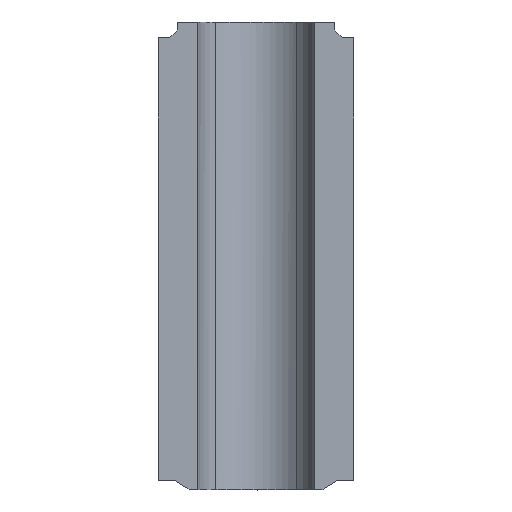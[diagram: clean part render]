
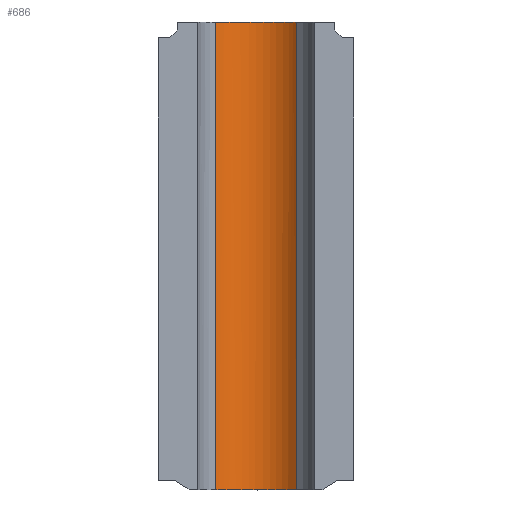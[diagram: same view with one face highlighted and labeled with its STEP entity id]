
A CAD part, top view. The second image highlights one B-rep face of the part: STEP entity #686.
In plain terms, the highlighted free-form (B-spline) face has degree [3, 1] with [16, 2] control points.
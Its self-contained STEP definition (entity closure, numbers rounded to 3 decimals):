
#19=B_SPLINE_SURFACE_WITH_KNOTS('',3,1,((#1374,#1375),(#1376,#1377),(#1378,
#1379),(#1380,#1381),(#1382,#1383),(#1384,#1385),(#1386,#1387),(#1388,#1389),
(#1390,#1391),(#1392,#1393),(#1394,#1395),(#1396,#1397),(#1398,#1399),(#1400,
#1401),(#1402,#1403),(#1404,#1405)),.UNSPECIFIED.,.F.,.F.,.F.,(4,3,3,3,
3,4),(2,2),(3.086,3.213,3.274,3.463,
3.651,3.819),(-0.069,3.521),
 .UNSPECIFIED.);
#37=B_SPLINE_CURVE_WITH_KNOTS('',3,(#1155,#1156,#1157,#1158,#1159,#1160,
#1161,#1162,#1163,#1164,#1165,#1166,#1167,#1168,#1169,#1170),
 .UNSPECIFIED.,.F.,.F.,(4,3,3,3,3,4),(3.086,3.213,
3.274,3.463,3.651,3.819),
 .UNSPECIFIED.);
#48=B_SPLINE_CURVE_WITH_KNOTS('',3,(#1329,#1330,#1331,#1332,#1333,#1334,
#1335,#1336,#1337,#1338,#1339,#1340,#1341,#1342,#1343,#1344),
 .UNSPECIFIED.,.F.,.F.,(4,3,3,3,3,4),(-0.996,-0.768,
-0.512,-0.256,-0.172,0.),
 .UNSPECIFIED.);
#98=FACE_OUTER_BOUND('',#136,.T.);
#136=EDGE_LOOP('',(#578,#579,#580,#581));
#194=LINE('',#1373,#249);
#195=LINE('',#1406,#250);
#249=VECTOR('',#886,10.);
#250=VECTOR('',#887,10.);
#305=VERTEX_POINT('',#1152);
#306=VERTEX_POINT('',#1154);
#331=VERTEX_POINT('',#1326);
#332=VERTEX_POINT('',#1328);
#381=EDGE_CURVE('',#305,#306,#37,.T.);
#416=EDGE_CURVE('',#331,#332,#48,.T.);
#426=EDGE_CURVE('',#306,#331,#194,.T.);
#427=EDGE_CURVE('',#305,#332,#195,.T.);
#578=ORIENTED_EDGE('',*,*,#426,.F.);
#579=ORIENTED_EDGE('',*,*,#381,.F.);
#580=ORIENTED_EDGE('',*,*,#427,.T.);
#581=ORIENTED_EDGE('',*,*,#416,.F.);
#686=ADVANCED_FACE('',(#98),#19,.T.);
#886=DIRECTION('',(0.,-1.,0.));
#887=DIRECTION('',(0.,-1.,0.));
#1152=CARTESIAN_POINT('',(-3.075,66.583,-22.243));
#1154=CARTESIAN_POINT('',(3.074,66.583,-22.243));
#1155=CARTESIAN_POINT('Ctrl Pts',(-3.075,66.583,-22.243));
#1156=CARTESIAN_POINT('Ctrl Pts',(-2.801,66.583,-22.497));
#1157=CARTESIAN_POINT('Ctrl Pts',(-2.481,66.583,-22.727));
#1158=CARTESIAN_POINT('Ctrl Pts',(-2.132,66.583,-22.914));
#1159=CARTESIAN_POINT('Ctrl Pts',(-1.962,66.583,-23.005));
#1160=CARTESIAN_POINT('Ctrl Pts',(-1.787,66.583,-23.086));
#1161=CARTESIAN_POINT('Ctrl Pts',(-1.608,66.583,-23.154));
#1162=CARTESIAN_POINT('Ctrl Pts',(-1.061,66.583,-23.362));
#1163=CARTESIAN_POINT('Ctrl Pts',(-0.457,66.583,-23.46));
#1164=CARTESIAN_POINT('Ctrl Pts',(0.093,66.583,-23.449));
#1165=CARTESIAN_POINT('Ctrl Pts',(0.643,66.583,-23.437));
#1166=CARTESIAN_POINT('Ctrl Pts',(1.242,66.583,-23.315));
#1167=CARTESIAN_POINT('Ctrl Pts',(1.781,66.583,-23.084));
#1168=CARTESIAN_POINT('Ctrl Pts',(2.26,66.583,-22.878));
#1169=CARTESIAN_POINT('Ctrl Pts',(2.71,66.583,-22.581));
#1170=CARTESIAN_POINT('Ctrl Pts',(3.074,66.583,-22.243));
#1326=CARTESIAN_POINT('',(3.074,31.125,-22.243));
#1328=CARTESIAN_POINT('',(-3.075,31.125,-22.243));
#1329=CARTESIAN_POINT('Ctrl Pts',(3.074,31.125,-22.243));
#1330=CARTESIAN_POINT('Ctrl Pts',(2.71,31.125,-22.581));
#1331=CARTESIAN_POINT('Ctrl Pts',(2.26,31.125,-22.878));
#1332=CARTESIAN_POINT('Ctrl Pts',(1.781,31.125,-23.084));
#1333=CARTESIAN_POINT('Ctrl Pts',(1.242,31.125,-23.315));
#1334=CARTESIAN_POINT('Ctrl Pts',(0.643,31.125,-23.437));
#1335=CARTESIAN_POINT('Ctrl Pts',(0.093,31.125,-23.449));
#1336=CARTESIAN_POINT('Ctrl Pts',(-0.457,31.125,-23.46));
#1337=CARTESIAN_POINT('Ctrl Pts',(-1.061,31.125,-23.362));
#1338=CARTESIAN_POINT('Ctrl Pts',(-1.608,31.125,-23.154));
#1339=CARTESIAN_POINT('Ctrl Pts',(-1.787,31.125,-23.086));
#1340=CARTESIAN_POINT('Ctrl Pts',(-1.962,31.125,-23.005));
#1341=CARTESIAN_POINT('Ctrl Pts',(-2.132,31.125,-22.914));
#1342=CARTESIAN_POINT('Ctrl Pts',(-2.481,31.125,-22.727));
#1343=CARTESIAN_POINT('Ctrl Pts',(-2.801,31.125,-22.497));
#1344=CARTESIAN_POINT('Ctrl Pts',(-3.075,31.125,-22.243));
#1373=CARTESIAN_POINT('',(3.074,31.369,-22.243));
#1374=CARTESIAN_POINT('Ctrl Pts',(-3.075,30.675,-22.243));
#1375=CARTESIAN_POINT('Ctrl Pts',(-3.075,66.583,-22.243));
#1376=CARTESIAN_POINT('Ctrl Pts',(-2.801,30.675,-22.497));
#1377=CARTESIAN_POINT('Ctrl Pts',(-2.801,66.583,-22.497));
#1378=CARTESIAN_POINT('Ctrl Pts',(-2.481,30.675,-22.727));
#1379=CARTESIAN_POINT('Ctrl Pts',(-2.481,66.583,-22.727));
#1380=CARTESIAN_POINT('Ctrl Pts',(-2.132,30.675,-22.914));
#1381=CARTESIAN_POINT('Ctrl Pts',(-2.132,66.583,-22.914));
#1382=CARTESIAN_POINT('Ctrl Pts',(-1.962,30.675,-23.005));
#1383=CARTESIAN_POINT('Ctrl Pts',(-1.962,66.583,-23.005));
#1384=CARTESIAN_POINT('Ctrl Pts',(-1.787,30.675,-23.086));
#1385=CARTESIAN_POINT('Ctrl Pts',(-1.787,66.583,-23.086));
#1386=CARTESIAN_POINT('Ctrl Pts',(-1.608,30.675,-23.154));
#1387=CARTESIAN_POINT('Ctrl Pts',(-1.608,66.583,-23.154));
#1388=CARTESIAN_POINT('Ctrl Pts',(-1.061,30.675,-23.362));
#1389=CARTESIAN_POINT('Ctrl Pts',(-1.061,66.583,-23.362));
#1390=CARTESIAN_POINT('Ctrl Pts',(-0.457,30.675,-23.46));
#1391=CARTESIAN_POINT('Ctrl Pts',(-0.457,66.583,-23.46));
#1392=CARTESIAN_POINT('Ctrl Pts',(0.093,30.675,-23.449));
#1393=CARTESIAN_POINT('Ctrl Pts',(0.093,66.583,-23.449));
#1394=CARTESIAN_POINT('Ctrl Pts',(0.643,30.675,-23.437));
#1395=CARTESIAN_POINT('Ctrl Pts',(0.643,66.583,-23.437));
#1396=CARTESIAN_POINT('Ctrl Pts',(1.242,30.675,-23.315));
#1397=CARTESIAN_POINT('Ctrl Pts',(1.242,66.583,-23.315));
#1398=CARTESIAN_POINT('Ctrl Pts',(1.781,30.675,-23.084));
#1399=CARTESIAN_POINT('Ctrl Pts',(1.781,66.583,-23.084));
#1400=CARTESIAN_POINT('Ctrl Pts',(2.26,30.675,-22.878));
#1401=CARTESIAN_POINT('Ctrl Pts',(2.26,66.583,-22.878));
#1402=CARTESIAN_POINT('Ctrl Pts',(2.71,30.675,-22.581));
#1403=CARTESIAN_POINT('Ctrl Pts',(2.71,66.583,-22.581));
#1404=CARTESIAN_POINT('Ctrl Pts',(3.074,30.675,-22.243));
#1405=CARTESIAN_POINT('Ctrl Pts',(3.074,66.583,-22.243));
#1406=CARTESIAN_POINT('',(-3.075,31.369,-22.243));
